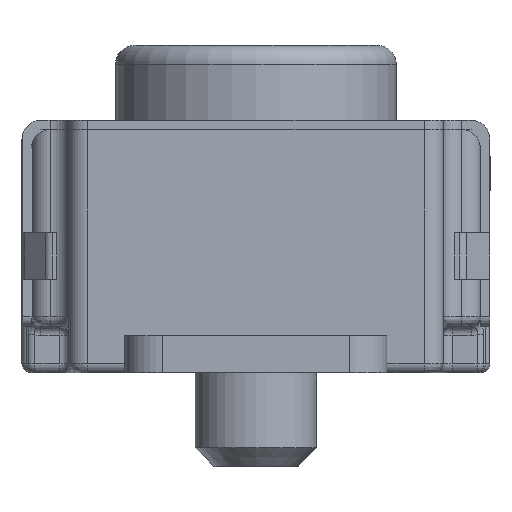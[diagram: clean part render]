
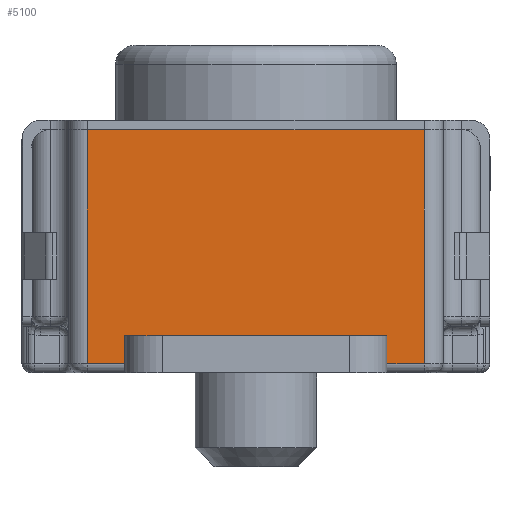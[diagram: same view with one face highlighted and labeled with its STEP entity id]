
A CAD part, left-side view. The second image highlights one B-rep face of the part: STEP entity #5100.
In plain terms, the highlighted planar face has unit normal (-1, 0, 0).
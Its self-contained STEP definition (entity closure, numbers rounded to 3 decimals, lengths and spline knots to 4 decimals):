
#196=LINE('',#7545,#630);
#209=LINE('',#7652,#643);
#213=LINE('',#7660,#647);
#214=LINE('',#7662,#648);
#215=LINE('',#7664,#649);
#216=LINE('',#7666,#650);
#217=LINE('',#7668,#651);
#218=LINE('',#7669,#652);
#630=VECTOR('',#6033,0.2);
#643=VECTOR('',#6140,0.15);
#647=VECTOR('',#6146,1.25);
#648=VECTOR('',#6147,1.8);
#649=VECTOR('',#6148,1.25);
#650=VECTOR('',#6149,0.2);
#651=VECTOR('',#6150,0.15);
#652=VECTOR('',#6151,1.4);
#1271=FACE_OUTER_BOUND('',#1589,.T.);
#1589=EDGE_LOOP('',(#3536,#3537,#3538,#3539,#3540,#3541,#3542,#3543));
#2164=VERTEX_POINT('',#7538);
#2167=VERTEX_POINT('',#7543);
#2196=VERTEX_POINT('',#7651);
#2199=VERTEX_POINT('',#7659);
#2200=VERTEX_POINT('',#7661);
#2201=VERTEX_POINT('',#7663);
#2202=VERTEX_POINT('',#7665);
#2203=VERTEX_POINT('',#7667);
#2661=EDGE_CURVE('',#2167,#2164,#196,.T.);
#2706=EDGE_CURVE('',#2196,#2164,#209,.T.);
#2710=EDGE_CURVE('',#2199,#2167,#213,.T.);
#2711=EDGE_CURVE('',#2199,#2200,#214,.T.);
#2712=EDGE_CURVE('',#2201,#2200,#215,.T.);
#2713=EDGE_CURVE('',#2202,#2201,#216,.T.);
#2714=EDGE_CURVE('',#2202,#2203,#217,.T.);
#2715=EDGE_CURVE('',#2203,#2196,#218,.T.);
#3536=ORIENTED_EDGE('',*,*,#2661,.F.);
#3537=ORIENTED_EDGE('',*,*,#2710,.F.);
#3538=ORIENTED_EDGE('',*,*,#2711,.T.);
#3539=ORIENTED_EDGE('',*,*,#2712,.F.);
#3540=ORIENTED_EDGE('',*,*,#2713,.F.);
#3541=ORIENTED_EDGE('',*,*,#2714,.T.);
#3542=ORIENTED_EDGE('',*,*,#2715,.T.);
#3543=ORIENTED_EDGE('',*,*,#2706,.T.);
#4944=PLANE('',#5472);
#5100=ADVANCED_FACE('',(#1271),#4944,.T.);
#5472=AXIS2_PLACEMENT_3D('',#7658,#6144,#6145);
#6033=DIRECTION('',(0.,1.,0.));
#6140=DIRECTION('',(0.,0.,-1.));
#6144=DIRECTION('center_axis',(-1.,0.,0.));
#6145=DIRECTION('ref_axis',(0.,-1.,0.));
#6146=DIRECTION('',(0.,0.,-1.));
#6147=DIRECTION('',(0.,1.,0.));
#6148=DIRECTION('',(0.,0.,1.));
#6149=DIRECTION('',(0.,1.,0.));
#6150=DIRECTION('',(0.,0.,1.));
#6151=DIRECTION('',(0.,-1.,0.));
#7538=CARTESIAN_POINT('',(-1.5,-0.7,0.05));
#7543=CARTESIAN_POINT('',(-1.5,-0.9,0.05));
#7545=CARTESIAN_POINT('',(-1.5,0.625,0.05));
#7651=CARTESIAN_POINT('',(-1.5,-0.7,0.2));
#7652=CARTESIAN_POINT('',(-1.5,-0.7,0.));
#7658=CARTESIAN_POINT('Origin',(-1.5,1.25,0.));
#7659=CARTESIAN_POINT('',(-1.5,-0.9,1.3));
#7660=CARTESIAN_POINT('',(-1.5,-0.9,0.675));
#7661=CARTESIAN_POINT('',(-1.5,0.9,1.3));
#7662=CARTESIAN_POINT('',(-1.5,0.5761,1.3));
#7663=CARTESIAN_POINT('',(-1.5,0.9,0.05));
#7664=CARTESIAN_POINT('',(-1.5,0.9,0.675));
#7665=CARTESIAN_POINT('',(-1.5,0.7,0.05));
#7666=CARTESIAN_POINT('',(-1.5,0.625,0.05));
#7667=CARTESIAN_POINT('',(-1.5,0.7,0.2));
#7668=CARTESIAN_POINT('',(-1.5,0.7,0.));
#7669=CARTESIAN_POINT('',(-1.5,0.625,0.2));
